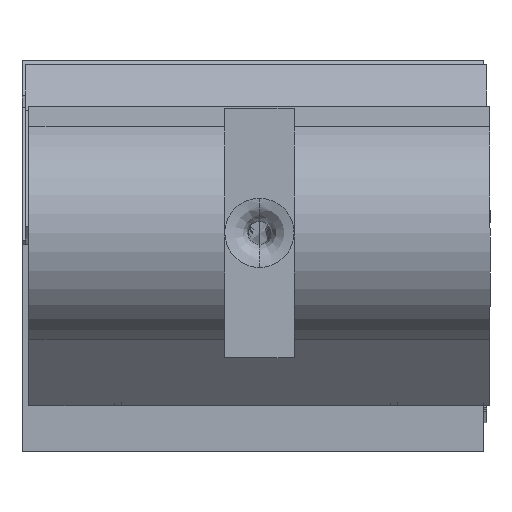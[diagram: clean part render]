
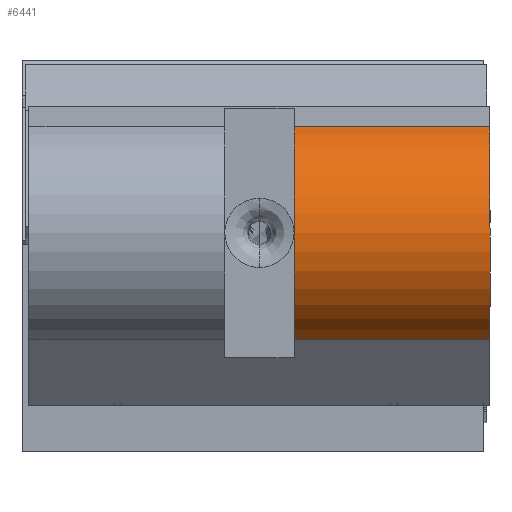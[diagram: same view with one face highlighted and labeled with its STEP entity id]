
A CAD part, front view. The second image highlights one B-rep face of the part: STEP entity #6441.
In plain terms, the highlighted cylindrical face has radius 5 mm (diameter 10 mm), a partial arc.
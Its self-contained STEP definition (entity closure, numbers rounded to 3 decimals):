
#454=FACE_OUTER_BOUND('',#793,.T.);
#793=EDGE_LOOP('',(#4595,#4596,#4597,#4598));
#1197=LINE('',#9761,#2008);
#1198=LINE('',#9764,#2009);
#2008=VECTOR('',#7510,10.);
#2009=VECTOR('',#7513,10.);
#2800=CIRCLE('',#6962,5.);
#2801=CIRCLE('',#6963,5.);
#2945=VERTEX_POINT('',#9757);
#2946=VERTEX_POINT('',#9758);
#2947=VERTEX_POINT('',#9760);
#2948=VERTEX_POINT('',#9762);
#3593=EDGE_CURVE('',#2945,#2946,#2800,.T.);
#3594=EDGE_CURVE('',#2946,#2947,#1197,.T.);
#3595=EDGE_CURVE('',#2947,#2948,#2801,.T.);
#3596=EDGE_CURVE('',#2945,#2948,#1198,.T.);
#4595=ORIENTED_EDGE('',*,*,#3593,.T.);
#4596=ORIENTED_EDGE('',*,*,#3594,.T.);
#4597=ORIENTED_EDGE('',*,*,#3595,.T.);
#4598=ORIENTED_EDGE('',*,*,#3596,.F.);
#6377=CYLINDRICAL_SURFACE('',#6961,5.);
#6441=ADVANCED_FACE('',(#454),#6377,.T.);
#6961=AXIS2_PLACEMENT_3D('',#9756,#7506,#7507);
#6962=AXIS2_PLACEMENT_3D('',#9759,#7508,#7509);
#6963=AXIS2_PLACEMENT_3D('',#9763,#7511,#7512);
#7506=DIRECTION('center_axis',(-1.,0.,0.));
#7507=DIRECTION('ref_axis',(0.,-1.,0.));
#7508=DIRECTION('center_axis',(1.,0.,0.));
#7509=DIRECTION('ref_axis',(0.,1.,0.));
#7510=DIRECTION('',(1.,0.,0.));
#7511=DIRECTION('center_axis',(-1.,0.,0.));
#7512=DIRECTION('ref_axis',(0.,1.,0.));
#7513=DIRECTION('',(1.,0.,0.));
#9756=CARTESIAN_POINT('Origin',(11.5,5.,7.5));
#9757=CARTESIAN_POINT('',(11.5,3.077,12.115));
#9758=CARTESIAN_POINT('',(11.5,3.077,2.885));
#9759=CARTESIAN_POINT('Origin',(11.5,5.,7.5));
#9760=CARTESIAN_POINT('',(20.,3.077,2.885));
#9761=CARTESIAN_POINT('',(11.5,3.077,2.885));
#9762=CARTESIAN_POINT('',(20.,3.077,12.115));
#9763=CARTESIAN_POINT('Origin',(20.,5.,7.5));
#9764=CARTESIAN_POINT('',(11.5,3.077,12.115));
